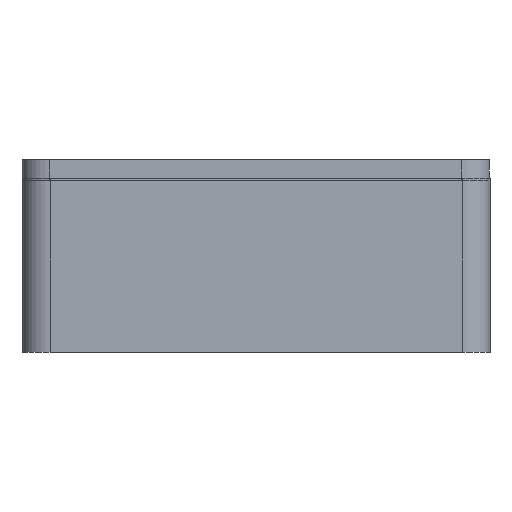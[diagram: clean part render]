
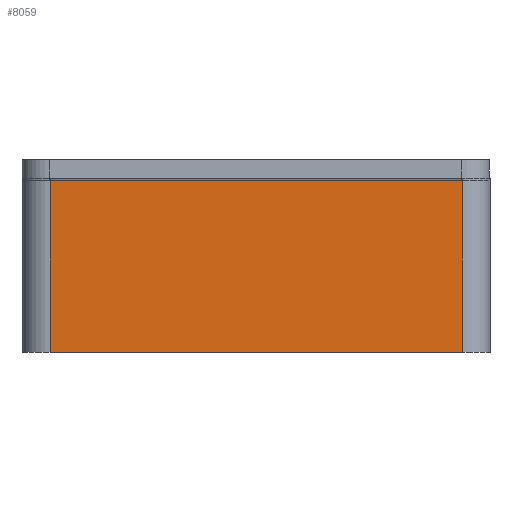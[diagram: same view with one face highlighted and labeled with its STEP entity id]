
A CAD part, left-side view. The second image highlights one B-rep face of the part: STEP entity #8059.
In plain terms, the highlighted planar face has unit normal (-1, 0, 0).
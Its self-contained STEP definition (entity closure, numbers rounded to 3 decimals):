
#731=PLANE('',#8536);
#940=FACE_OUTER_BOUND('',#1385,.T.);
#1385=EDGE_LOOP('',(#5566,#5567,#5568,#5569));
#1871=LINE('',#10101,#2654);
#1872=LINE('',#10112,#2655);
#1873=LINE('',#10115,#2656);
#1874=LINE('',#10116,#2657);
#2654=VECTOR('',#8804,10.);
#2655=VECTOR('',#8817,10.);
#2656=VECTOR('',#8820,10.);
#2657=VECTOR('',#8821,10.);
#3467=VERTEX_POINT('',#10098);
#3468=VERTEX_POINT('',#10100);
#3472=VERTEX_POINT('',#10110);
#3473=VERTEX_POINT('',#10114);
#4303=EDGE_CURVE('',#3467,#3468,#1871,.T.);
#4309=EDGE_CURVE('',#3468,#3472,#1872,.T.);
#4310=EDGE_CURVE('',#3473,#3467,#1873,.T.);
#4311=EDGE_CURVE('',#3472,#3473,#1874,.T.);
#5566=ORIENTED_EDGE('',*,*,#4309,.F.);
#5567=ORIENTED_EDGE('',*,*,#4303,.F.);
#5568=ORIENTED_EDGE('',*,*,#4310,.F.);
#5569=ORIENTED_EDGE('',*,*,#4311,.F.);
#8059=ADVANCED_FACE('',(#940),#731,.T.);
#8536=AXIS2_PLACEMENT_3D('',#10113,#8818,#8819);
#8804=DIRECTION('',(0.,1.,0.));
#8817=DIRECTION('',(0.,0.,1.));
#8818=DIRECTION('center_axis',(-1.,0.,0.));
#8819=DIRECTION('ref_axis',(0.,-1.,0.));
#8820=DIRECTION('',(0.,0.,-1.));
#8821=DIRECTION('',(0.,-1.,0.));
#10098=CARTESIAN_POINT('',(-13.5,11.592,0.));
#10100=CARTESIAN_POINT('',(-13.5,41.5,0.));
#10101=CARTESIAN_POINT('',(-13.5,9.592,0.));
#10110=CARTESIAN_POINT('',(-13.5,41.5,12.6));
#10112=CARTESIAN_POINT('',(-13.5,41.5,0.));
#10113=CARTESIAN_POINT('Origin',(-13.5,43.5,0.));
#10114=CARTESIAN_POINT('',(-13.5,11.592,12.6));
#10115=CARTESIAN_POINT('',(-13.5,11.592,0.));
#10116=CARTESIAN_POINT('',(-13.5,9.592,12.6));
